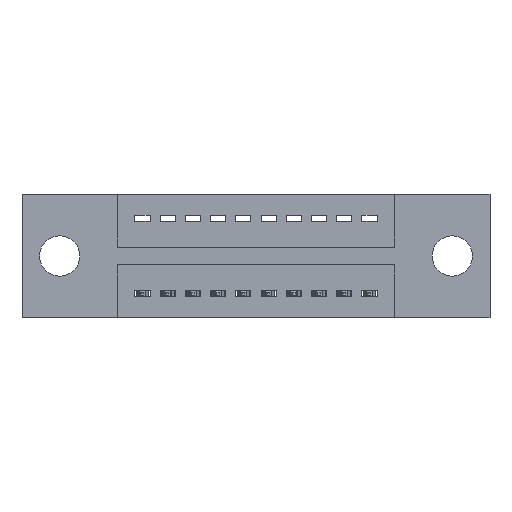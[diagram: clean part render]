
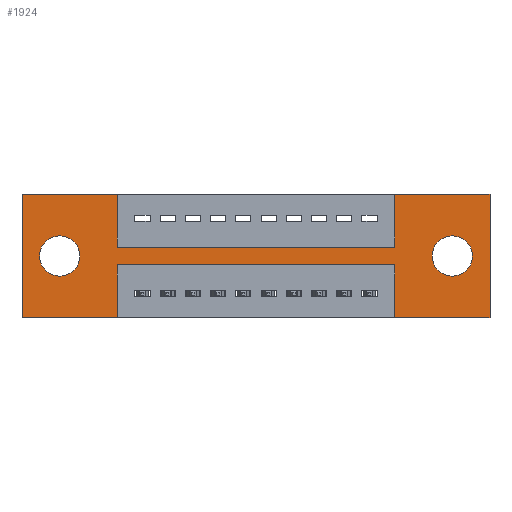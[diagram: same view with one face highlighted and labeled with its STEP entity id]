
A CAD part, front view. The second image highlights one B-rep face of the part: STEP entity #1924.
In plain terms, the highlighted planar face has unit normal (0, -1, 0).
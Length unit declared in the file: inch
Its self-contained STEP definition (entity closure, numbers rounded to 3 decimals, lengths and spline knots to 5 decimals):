
#112 = CARTESIAN_POINT ( 'NONE',  ( 0.1495, 0., -0.245 ) ) ;
#174 = CARTESIAN_POINT ( 'NONE',  ( 1.7055, 0., -0.245 ) ) ;
#203 = DIRECTION ( 'NONE',  ( 0., 0., 1. ) ) ;
#236 = VERTEX_POINT ( 'NONE', #5800 ) ;
#278 = VERTEX_POINT ( 'NONE', #6612 ) ;
#398 = VERTEX_POINT ( 'NONE', #1797 ) ;
#475 = DIRECTION ( 'NONE',  ( 0., -1., 0. ) ) ;
#524 = CIRCLE ( 'NONE', #9787, 0.08 ) ;
#673 = ORIENTED_EDGE ( 'NONE', *, *, #915, .F. ) ;
#751 = FACE_OUTER_BOUND ( 'NONE', #1169, .T. ) ;
#761 = VERTEX_POINT ( 'NONE', #5105 ) ;
#774 = DIRECTION ( 'NONE',  ( 0., 0., -1. ) ) ;
#871 = VECTOR ( 'NONE', #9516, 39.37008 ) ;
#895 = DIRECTION ( 'NONE',  ( -1., 0., 0. ) ) ;
#912 = CARTESIAN_POINT ( 'NONE',  ( 1.855, 0., 0. ) ) ;
#915 = EDGE_CURVE ( 'NONE', #5878, #761, #6828, .T. ) ;
#919 = CARTESIAN_POINT ( 'NONE',  ( 0.3775, 0., -0.49 ) ) ;
#1024 = EDGE_LOOP ( 'NONE', ( #4905, #6920 ) ) ;
#1066 = LINE ( 'NONE', #5416, #5395 ) ;
#1080 = EDGE_CURVE ( 'NONE', #5639, #5390, #2846, .T. ) ;
#1145 = AXIS2_PLACEMENT_3D ( 'NONE', #5268, #7650, #10037 ) ;
#1169 = EDGE_LOOP ( 'NONE', ( #1892, #2541, #4069, #6366, #8816, #5020, #2516, #673, #4050, #9697, #9371, #5462 ) ) ;
#1384 = AXIS2_PLACEMENT_3D ( 'NONE', #174, #7359, #1827 ) ;
#1519 = DIRECTION ( 'NONE',  ( 0., 0., -1. ) ) ;
#1649 = CARTESIAN_POINT ( 'NONE',  ( 0., 0., 0. ) ) ;
#1755 = CARTESIAN_POINT ( 'NONE',  ( 0., 0., 0. ) ) ;
#1797 = CARTESIAN_POINT ( 'NONE',  ( 1.4775, 0., -0.21 ) ) ;
#1827 = DIRECTION ( 'NONE',  ( 0., 0., -1. ) ) ;
#1864 = DIRECTION ( 'NONE',  ( 1., 0., 0. ) ) ;
#1892 = ORIENTED_EDGE ( 'NONE', *, *, #3887, .F. ) ;
#1924 = ADVANCED_FACE ( 'NONE', ( #9180, #7911, #751 ), #8560, .T. ) ;
#2311 = DIRECTION ( 'NONE',  ( 0., 0., 1. ) ) ;
#2516 = ORIENTED_EDGE ( 'NONE', *, *, #7978, .F. ) ;
#2541 = ORIENTED_EDGE ( 'NONE', *, *, #3126, .F. ) ;
#2637 = VECTOR ( 'NONE', #8863, 39.37008 ) ;
#2710 = AXIS2_PLACEMENT_3D ( 'NONE', #2962, #10163, #7780 ) ;
#2753 = DIRECTION ( 'NONE',  ( 1., 0., 0. ) ) ;
#2846 = LINE ( 'NONE', #1755, #7830 ) ;
#2878 = CARTESIAN_POINT ( 'NONE',  ( 0.3775, 0., -0.28 ) ) ;
#2887 = VERTEX_POINT ( 'NONE', #8672 ) ;
#2962 = CARTESIAN_POINT ( 'NONE',  ( 0.1495, 0., -0.245 ) ) ;
#3019 = CIRCLE ( 'NONE', #1384, 0.08 ) ;
#3126 = EDGE_CURVE ( 'NONE', #8781, #398, #3382, .T. ) ;
#3291 = CARTESIAN_POINT ( 'NONE',  ( 1.4775, 0., -0.21 ) ) ;
#3375 = VERTEX_POINT ( 'NONE', #9895 ) ;
#3382 = LINE ( 'NONE', #4248, #9506 ) ;
#3405 = EDGE_CURVE ( 'NONE', #4109, #236, #7749, .T. ) ;
#3540 = EDGE_CURVE ( 'NONE', #5390, #8781, #9630, .T. ) ;
#3603 = CARTESIAN_POINT ( 'NONE',  ( 1.4775, 0., -0.28 ) ) ;
#3672 = EDGE_CURVE ( 'NONE', #6695, #5878, #6626, .T. ) ;
#3887 = EDGE_CURVE ( 'NONE', #398, #2887, #7358, .T. ) ;
#4004 = CARTESIAN_POINT ( 'NONE',  ( 0., 0., -0.49 ) ) ;
#4050 = ORIENTED_EDGE ( 'NONE', *, *, #3672, .F. ) ;
#4069 = ORIENTED_EDGE ( 'NONE', *, *, #3540, .F. ) ;
#4109 = VERTEX_POINT ( 'NONE', #8536 ) ;
#4216 = VERTEX_POINT ( 'NONE', #10266 ) ;
#4248 = CARTESIAN_POINT ( 'NONE',  ( 0.3775, 0., -0.21 ) ) ;
#4501 = ORIENTED_EDGE ( 'NONE', *, *, #9099, .T. ) ;
#4624 = VERTEX_POINT ( 'NONE', #6228 ) ;
#4638 = VECTOR ( 'NONE', #5468, 39.37008 ) ;
#4639 = CARTESIAN_POINT ( 'NONE',  ( 0.3775, 0., -0.21 ) ) ;
#4768 = EDGE_CURVE ( 'NONE', #6557, #4624, #524, .T. ) ;
#4844 = CARTESIAN_POINT ( 'NONE',  ( 0.3775, 0., -0.28 ) ) ;
#4883 = VECTOR ( 'NONE', #1519, 39.37008 ) ;
#4905 = ORIENTED_EDGE ( 'NONE', *, *, #4768, .T. ) ;
#5020 = ORIENTED_EDGE ( 'NONE', *, *, #6950, .F. ) ;
#5105 = CARTESIAN_POINT ( 'NONE',  ( 0.3775, 0., -0.28 ) ) ;
#5119 = LINE ( 'NONE', #8585, #871 ) ;
#5268 = CARTESIAN_POINT ( 'NONE',  ( 1.7055, 0., -0.245 ) ) ;
#5273 = CARTESIAN_POINT ( 'NONE',  ( 0.1495, 0., -0.165 ) ) ;
#5303 = CIRCLE ( 'NONE', #2710, 0.08 ) ;
#5390 = VERTEX_POINT ( 'NONE', #10222 ) ;
#5395 = VECTOR ( 'NONE', #7757, 39.37008 ) ;
#5416 = CARTESIAN_POINT ( 'NONE',  ( 0., 0., 0. ) ) ;
#5462 = ORIENTED_EDGE ( 'NONE', *, *, #9727, .F. ) ;
#5468 = DIRECTION ( 'NONE',  ( 0., 0., 1. ) ) ;
#5639 = VERTEX_POINT ( 'NONE', #6579 ) ;
#5710 = CARTESIAN_POINT ( 'NONE',  ( 1.4775, 0., -0.49 ) ) ;
#5800 = CARTESIAN_POINT ( 'NONE',  ( 1.7055, 0., -0.165 ) ) ;
#5878 = VERTEX_POINT ( 'NONE', #3603 ) ;
#6228 = CARTESIAN_POINT ( 'NONE',  ( 0.1495, 0., -0.325 ) ) ;
#6366 = ORIENTED_EDGE ( 'NONE', *, *, #1080, .F. ) ;
#6378 = EDGE_CURVE ( 'NONE', #4624, #6557, #5303, .T. ) ;
#6557 = VERTEX_POINT ( 'NONE', #5273 ) ;
#6579 = CARTESIAN_POINT ( 'NONE',  ( 0., 0., 0. ) ) ;
#6612 = CARTESIAN_POINT ( 'NONE',  ( 0., 0., -0.49 ) ) ;
#6626 = LINE ( 'NONE', #7093, #7488 ) ;
#6695 = VERTEX_POINT ( 'NONE', #5710 ) ;
#6812 = VECTOR ( 'NONE', #7943, 39.37008 ) ;
#6828 = LINE ( 'NONE', #4844, #9218 ) ;
#6920 = ORIENTED_EDGE ( 'NONE', *, *, #6378, .T. ) ;
#6923 = CARTESIAN_POINT ( 'NONE',  ( 0.3775, 0., -0.21 ) ) ;
#6950 = EDGE_CURVE ( 'NONE', #8976, #278, #5119, .T. ) ;
#7093 = CARTESIAN_POINT ( 'NONE',  ( 1.4775, 0., -0.28 ) ) ;
#7358 = LINE ( 'NONE', #3291, #2637 ) ;
#7359 = DIRECTION ( 'NONE',  ( 0., 1., 0. ) ) ;
#7488 = VECTOR ( 'NONE', #2311, 39.37008 ) ;
#7548 = EDGE_CURVE ( 'NONE', #3375, #6695, #9693, .T. ) ;
#7650 = DIRECTION ( 'NONE',  ( 0., 1., 0. ) ) ;
#7718 = DIRECTION ( 'NONE',  ( 0., 0., -1. ) ) ;
#7749 = CIRCLE ( 'NONE', #1145, 0.08 ) ;
#7757 = DIRECTION ( 'NONE',  ( 1., 0., 0. ) ) ;
#7779 = LINE ( 'NONE', #2878, #9792 ) ;
#7780 = DIRECTION ( 'NONE',  ( 0., 0., 1. ) ) ;
#7830 = VECTOR ( 'NONE', #1864, 39.37008 ) ;
#7911 = FACE_BOUND ( 'NONE', #1024, .T. ) ;
#7943 = DIRECTION ( 'NONE',  ( -1., 0., 0. ) ) ;
#7978 = EDGE_CURVE ( 'NONE', #761, #8976, #7779, .T. ) ;
#7987 = DIRECTION ( 'NONE',  ( 0., 1., 0. ) ) ;
#8024 = DIRECTION ( 'NONE',  ( 0., 0., -1. ) ) ;
#8136 = CARTESIAN_POINT ( 'NONE',  ( 0., 0., -0.49 ) ) ;
#8146 = EDGE_CURVE ( 'NONE', #4216, #3375, #8775, .T. ) ;
#8502 = EDGE_LOOP ( 'NONE', ( #4501, #9478 ) ) ;
#8522 = VECTOR ( 'NONE', #8024, 39.37008 ) ;
#8536 = CARTESIAN_POINT ( 'NONE',  ( 1.7055, 0., -0.325 ) ) ;
#8560 = PLANE ( 'NONE',  #9634 ) ;
#8576 = EDGE_CURVE ( 'NONE', #278, #5639, #8890, .T. ) ;
#8585 = CARTESIAN_POINT ( 'NONE',  ( 0., 0., -0.49 ) ) ;
#8672 = CARTESIAN_POINT ( 'NONE',  ( 1.4775, 0., 0. ) ) ;
#8775 = LINE ( 'NONE', #912, #8522 ) ;
#8781 = VERTEX_POINT ( 'NONE', #6923 ) ;
#8816 = ORIENTED_EDGE ( 'NONE', *, *, #8576, .F. ) ;
#8863 = DIRECTION ( 'NONE',  ( 0., 0., 1. ) ) ;
#8890 = LINE ( 'NONE', #1649, #4638 ) ;
#8976 = VERTEX_POINT ( 'NONE', #919 ) ;
#9099 = EDGE_CURVE ( 'NONE', #236, #4109, #3019, .T. ) ;
#9180 = FACE_BOUND ( 'NONE', #8502, .T. ) ;
#9218 = VECTOR ( 'NONE', #895, 39.37008 ) ;
#9371 = ORIENTED_EDGE ( 'NONE', *, *, #8146, .F. ) ;
#9478 = ORIENTED_EDGE ( 'NONE', *, *, #3405, .T. ) ;
#9506 = VECTOR ( 'NONE', #2753, 39.37008 ) ;
#9516 = DIRECTION ( 'NONE',  ( -1., 0., 0. ) ) ;
#9630 = LINE ( 'NONE', #4639, #4883 ) ;
#9634 = AXIS2_PLACEMENT_3D ( 'NONE', #8136, #475, #774 ) ;
#9693 = LINE ( 'NONE', #4004, #6812 ) ;
#9697 = ORIENTED_EDGE ( 'NONE', *, *, #7548, .F. ) ;
#9727 = EDGE_CURVE ( 'NONE', #2887, #4216, #1066, .T. ) ;
#9787 = AXIS2_PLACEMENT_3D ( 'NONE', #112, #7987, #203 ) ;
#9792 = VECTOR ( 'NONE', #7718, 39.37008 ) ;
#9895 = CARTESIAN_POINT ( 'NONE',  ( 1.855, 0., -0.49 ) ) ;
#10037 = DIRECTION ( 'NONE',  ( 0., 0., -1. ) ) ;
#10163 = DIRECTION ( 'NONE',  ( 0., 1., 0. ) ) ;
#10222 = CARTESIAN_POINT ( 'NONE',  ( 0.3775, 0., 0. ) ) ;
#10266 = CARTESIAN_POINT ( 'NONE',  ( 1.855, 0., 0. ) ) ;
